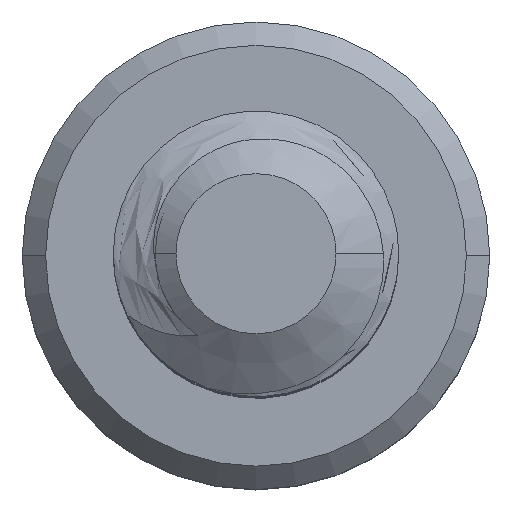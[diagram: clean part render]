
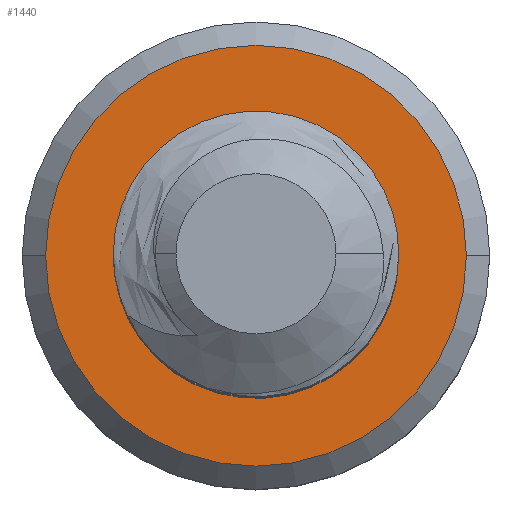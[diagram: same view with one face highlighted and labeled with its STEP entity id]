
A CAD part, top view. The second image highlights one B-rep face of the part: STEP entity #1440.
In plain terms, the highlighted planar face has unit normal (0, 0, 1).
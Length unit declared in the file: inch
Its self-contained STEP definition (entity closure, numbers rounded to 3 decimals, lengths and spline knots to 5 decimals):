
#2 = CARTESIAN_POINT ( 'NONE',  ( 0.03412, -0.03475, -0.5625 ) ) ;
#153 = CARTESIAN_POINT ( 'NONE',  ( 0.05477, 0.0225, -0.5625 ) ) ;
#285 = CIRCLE ( 'NONE', #2321, 0.069 ) ;
#291 = CARTESIAN_POINT ( 'NONE',  ( 0., 0., -0.5625 ) ) ;
#466 = CARTESIAN_POINT ( 'NONE',  ( 0., -0.0487, -0.5625 ) ) ;
#478 = DIRECTION ( 'NONE',  ( 1., 0., 0. ) ) ;
#480 = ORIENTED_EDGE ( 'NONE', *, *, #852, .T. ) ;
#490 = DIRECTION ( 'NONE',  ( 0., 0., -1. ) ) ;
#514 = CARTESIAN_POINT ( 'NONE',  ( 0., 0., -0.5625 ) ) ;
#552 = CARTESIAN_POINT ( 'NONE',  ( 0.03412, -0.03475, -0.5625 ) ) ;
#564 = CARTESIAN_POINT ( 'NONE',  ( 0.03902, -0.03141, -0.5625 ) ) ;
#566 = CARTESIAN_POINT ( 'NONE',  ( 0.04312, -0.02719, -0.5625 ) ) ;
#569 = CARTESIAN_POINT ( 'NONE',  ( 0.04983, -0.01748, -0.5625 ) ) ;
#570 = EDGE_CURVE ( 'NONE', #866, #5082, #3474, .T. ) ;
#576 = CARTESIAN_POINT ( 'NONE',  ( 0.05234, -0.0122, -0.5625 ) ) ;
#580 = CARTESIAN_POINT ( 'NONE',  ( 0.05565, -0.00084, -0.5625 ) ) ;
#582 = CARTESIAN_POINT ( 'NONE',  ( 0.05636, 0.00496, -0.5625 ) ) ;
#586 = CARTESIAN_POINT ( 'NONE',  ( 0.05592, 0.01675, -0.5625 ) ) ;
#596 = CARTESIAN_POINT ( 'NONE',  ( 0.02753, 0.05951, -0.5625 ) ) ;
#597 = CARTESIAN_POINT ( 'NONE',  ( 0.02239, 0.06248, -0.5625 ) ) ;
#598 = CARTESIAN_POINT ( 'NONE',  ( -0.04834, 0.04923, -0.5625 ) ) ;
#601 = CARTESIAN_POINT ( 'NONE',  ( 0.01153, 0.06689, -0.5625 ) ) ;
#616 = CARTESIAN_POINT ( 'NONE',  ( 0.00588, 0.06833, -0.5625 ) ) ;
#627 = CARTESIAN_POINT ( 'NONE',  ( 0., 0.069, -0.5625 ) ) ;
#666 = EDGE_CURVE ( 'NONE', #4011, #811, #2754, .T. ) ;
#684 = EDGE_CURVE ( 'NONE', #811, #866, #2059, .T. ) ;
#811 = VERTEX_POINT ( 'NONE', #2 ) ;
#835 = CARTESIAN_POINT ( 'NONE',  ( 0., 0.069, -0.5625 ) ) ;
#852 = EDGE_CURVE ( 'NONE', #3227, #1315, #1749, .T. ) ;
#866 = VERTEX_POINT ( 'NONE', #466 ) ;
#917 = FACE_OUTER_BOUND ( 'NONE', #3633, .T. ) ;
#937 = CARTESIAN_POINT ( 'NONE',  ( -0.04834, 0.04923, -0.5625 ) ) ;
#942 = DIRECTION ( 'NONE',  ( -1., 0., 0. ) ) ;
#945 = CARTESIAN_POINT ( 'NONE',  ( -0.052, 0.0446, -0.5625 ) ) ;
#955 = CARTESIAN_POINT ( 'NONE',  ( -0.05507, 0.03952, -0.5625 ) ) ;
#959 = CARTESIAN_POINT ( 'NONE',  ( -0.05982, 0.02885, -0.5625 ) ) ;
#963 = FACE_BOUND ( 'NONE', #3802, .T. ) ;
#968 = CARTESIAN_POINT ( 'NONE',  ( -0.06148, 0.02312, -0.5625 ) ) ;
#974 = CARTESIAN_POINT ( 'NONE',  ( -0.06309, 0.01154, -0.5625 ) ) ;
#975 = CARTESIAN_POINT ( 'NONE',  ( -0.06307, 0.00562, -0.5625 ) ) ;
#980 = CARTESIAN_POINT ( 'NONE',  ( -0.06135, -0.00599, -0.5625 ) ) ;
#992 = CARTESIAN_POINT ( 'NONE',  ( -0.05968, -0.0116, -0.5625 ) ) ;
#998 = CARTESIAN_POINT ( 'NONE',  ( -0.05226, -0.02769, -0.5625 ) ) ;
#1004 = CARTESIAN_POINT ( 'NONE',  ( -0.04432, -0.03688, -0.5625 ) ) ;
#1012 = CARTESIAN_POINT ( 'NONE',  ( 0., -0.0487, -0.5625 ) ) ;
#1123 = CARTESIAN_POINT ( 'NONE',  ( -0.01169, -0.05058, -0.5625 ) ) ;
#1254 = ORIENTED_EDGE ( 'NONE', *, *, #4974, .T. ) ;
#1259 = CARTESIAN_POINT ( 'NONE',  ( -0.02368, -0.04845, -0.5625 ) ) ;
#1272 = AXIS2_PLACEMENT_3D ( 'NONE', #514, #3204, #942 ) ;
#1299 = DIRECTION ( 'NONE',  ( 0., 0., 1. ) ) ;
#1306 = ORIENTED_EDGE ( 'NONE', *, *, #1996, .F. ) ;
#1315 = VERTEX_POINT ( 'NONE', #4267 ) ;
#1440 = ADVANCED_FACE ( 'NONE', ( #917, #963 ), #4077, .F. ) ;
#1683 = ORIENTED_EDGE ( 'NONE', *, *, #666, .T. ) ;
#1694 = AXIS2_PLACEMENT_3D ( 'NONE', #291, #490, #478 ) ;
#1749 = CIRCLE ( 'NONE', #3785, 0.1017 ) ;
#1852 = ORIENTED_EDGE ( 'NONE', *, *, #684, .T. ) ;
#1996 = EDGE_CURVE ( 'NONE', #4011, #5082, #285, .T. ) ;
#2059 = CIRCLE ( 'NONE', #1694, 0.0487 ) ;
#2321 = AXIS2_PLACEMENT_3D ( 'NONE', #3341, #3323, #3321 ) ;
#2563 = CARTESIAN_POINT ( 'NONE',  ( 0.04868, 0.03892, -0.5625 ) ) ;
#2626 = ORIENTED_EDGE ( 'NONE', *, *, #570, .T. ) ;
#2754 = B_SPLINE_CURVE_WITH_KNOTS ( 'NONE', 3,
 ( #627, #616, #601, #597, #596, #4877, #2563, #153, #586, #582, #580, #576, #569, #566, #564, #552 ),
 .UNSPECIFIED., .F., .F.,
 ( 4, 2, 2, 2, 2, 2, 2, 4 ),
 ( 0., 0.00044, 0.00089, 0.00178, 0.00222, 0.00267, 0.00311, 0.00355 ),
 .UNSPECIFIED. ) ;
#3204 = DIRECTION ( 'NONE',  ( 0., 0., 1. ) ) ;
#3227 = VERTEX_POINT ( 'NONE', #4896 ) ;
#3321 = DIRECTION ( 'NONE',  ( 1., 0., 0. ) ) ;
#3323 = DIRECTION ( 'NONE',  ( 0., 0., 1. ) ) ;
#3341 = CARTESIAN_POINT ( 'NONE',  ( 0., 0., -0.5625 ) ) ;
#3474 = B_SPLINE_CURVE_WITH_KNOTS ( 'NONE', 3,
 ( #1012, #1123, #1259, #1004, #998, #992, #980, #975, #974, #968, #959, #955, #945, #937 ),
 .UNSPECIFIED., .F., .F.,
 ( 4, 2, 2, 2, 2, 2, 4 ),
 ( 0., 0.00089, 0.00178, 0.00222, 0.00267, 0.00311, 0.00356 ),
 .UNSPECIFIED. ) ;
#3526 = CARTESIAN_POINT ( 'NONE',  ( 0., 0., -0.5625 ) ) ;
#3633 = EDGE_LOOP ( 'NONE', ( #480, #1254 ) ) ;
#3770 = DIRECTION ( 'NONE',  ( -1., 0., 0. ) ) ;
#3785 = AXIS2_PLACEMENT_3D ( 'NONE', #3526, #1299, #3932 ) ;
#3802 = EDGE_LOOP ( 'NONE', ( #1306, #1683, #1852, #2626 ) ) ;
#3822 = DIRECTION ( 'NONE',  ( 0., 0., -1. ) ) ;
#3932 = DIRECTION ( 'NONE',  ( -1., 0., 0. ) ) ;
#4011 = VERTEX_POINT ( 'NONE', #835 ) ;
#4066 = CIRCLE ( 'NONE', #1272, 0.1017 ) ;
#4077 = PLANE ( 'NONE',  #4933 ) ;
#4163 = CARTESIAN_POINT ( 'NONE',  ( 0., 0., -0.5625 ) ) ;
#4267 = CARTESIAN_POINT ( 'NONE',  ( 0.1017, 0., -0.5625 ) ) ;
#4877 = CARTESIAN_POINT ( 'NONE',  ( 0.04135, 0.04877, -0.5625 ) ) ;
#4896 = CARTESIAN_POINT ( 'NONE',  ( -0.1017, 0., -0.5625 ) ) ;
#4933 = AXIS2_PLACEMENT_3D ( 'NONE', #4163, #3822, #3770 ) ;
#4974 = EDGE_CURVE ( 'NONE', #1315, #3227, #4066, .T. ) ;
#5082 = VERTEX_POINT ( 'NONE', #598 ) ;
